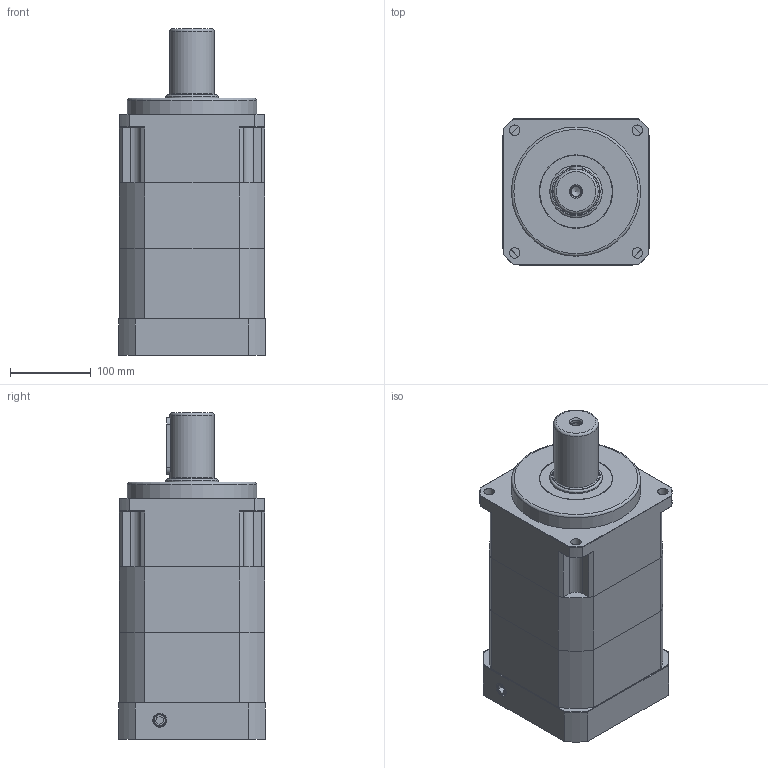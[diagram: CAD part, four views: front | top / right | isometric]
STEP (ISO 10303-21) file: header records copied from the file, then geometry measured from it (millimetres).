
FILE_DESCRIPTION((''),'2;1');
FILE_NAME('KSB-180A-2.stp','2017-03-27T12:27:05',('Young'),(''),'Autodesk Inventor 2012','Autodesk Inventor 2012','');
FILE_SCHEMA(('AUTOMOTIVE_DESIGN { 1 0 10303 214 1 1 1 1 }'));
Length unit declared in the file: millimetre
Products named in the file (3): 조립품7; KSB-180A-2; BS 4168 : 부품 1 6각 소켓 머리 캡 나사 - 미터 M10 x 40
Assembly tree (2 placements, depth 2):
  조립품7
    KSB-180A-2
    BS 4168 : 부품 1 6각 소켓 머리 캡 나사 - 미터 M10 x 40
Bounding box: 182 x 182 x 404.5 mm (x, y, z)
Volume: 7654898.4 mm3; surface area: 690717.7 mm2
Topology: 17 solids, 17 shells, 466 faces, 1140 edges, 740 vertices
Faces by surface type: plane 239, cylinder 124, cone 77, torus 17, bspline 9
Full cylindrical faces by diameter (mm): 4.5 x4, 8 x4, 8.5 x4, 8.6 x1, 10 x1, 10.2 x8, 11 x5, 12 x5, 13 x8, 14 x1, 14.275 x2, 14.5 x2, 16 x1, 18 x4, 19 x4, 48 x1, 51 x1, 54.9 x1, 55 x1, 58.2 x1, 59.8 x1, 60 x1, 64.8 x1, 65 x1, 80 x2, 90 x3, 114.3 x1, 155 x1, 160 x1, 165 x2
Entity records: 13980 total; most frequent: CARTESIAN_POINT 3289, DIRECTION 2184, ORIENTED_EDGE 1994, EDGE_CURVE 997, AXIS2_PLACEMENT_3D 833, VERTEX_POINT 717, EDGE_LOOP 680, VECTOR 518
